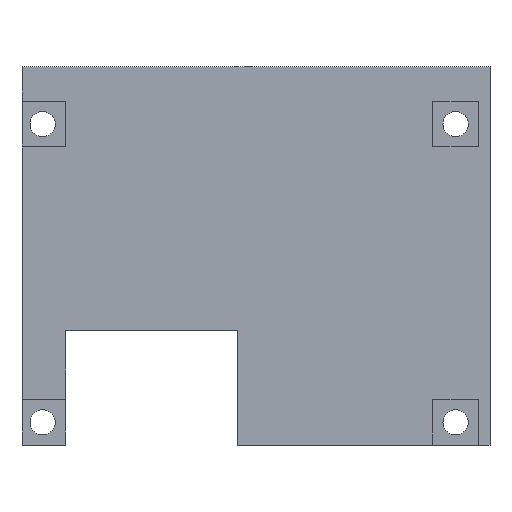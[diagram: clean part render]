
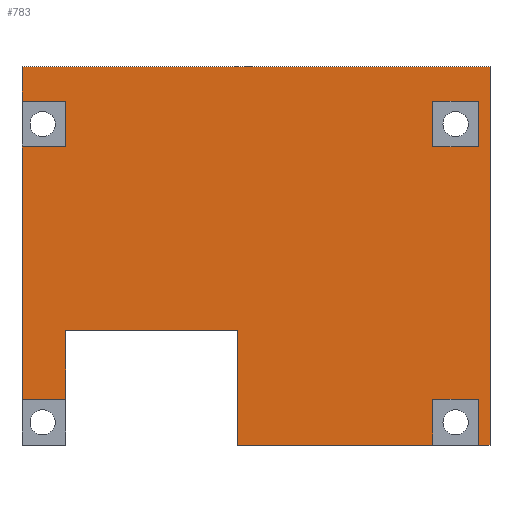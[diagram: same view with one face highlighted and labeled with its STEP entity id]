
A CAD part, top view. The second image highlights one B-rep face of the part: STEP entity #783.
In plain terms, the highlighted planar face has unit normal (0, 0, 1).
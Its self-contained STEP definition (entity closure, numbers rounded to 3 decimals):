
#25=FACE_BOUND('',#96,.T.);
#53=FACE_OUTER_BOUND('',#95,.T.);
#95=EDGE_LOOP('',(#611,#612,#613,#614,#615,#616,#617,#618,#619,#620,#621,
#622,#623,#624,#625,#626));
#96=EDGE_LOOP('',(#627,#628,#629,#630));
#128=LINE('',#1086,#232);
#135=LINE('',#1099,#239);
#150=LINE('',#1132,#254);
#155=LINE('',#1141,#259);
#158=LINE('',#1148,#262);
#161=LINE('',#1154,#265);
#165=LINE('',#1162,#269);
#168=LINE('',#1167,#272);
#177=LINE('',#1186,#281);
#178=LINE('',#1188,#282);
#182=LINE('',#1198,#286);
#183=LINE('',#1200,#287);
#184=LINE('',#1202,#288);
#185=LINE('',#1204,#289);
#186=LINE('',#1206,#290);
#187=LINE('',#1208,#291);
#188=LINE('',#1210,#292);
#189=LINE('',#1212,#293);
#190=LINE('',#1214,#294);
#191=LINE('',#1215,#295);
#232=VECTOR('',#883,10.);
#239=VECTOR('',#890,10.);
#254=VECTOR('',#917,10.);
#259=VECTOR('',#924,10.);
#262=VECTOR('',#929,10.);
#265=VECTOR('',#934,10.);
#269=VECTOR('',#940,10.);
#272=VECTOR('',#945,10.);
#281=VECTOR('',#962,10.);
#282=VECTOR('',#965,10.);
#286=VECTOR('',#975,10.);
#287=VECTOR('',#976,10.);
#288=VECTOR('',#977,10.);
#289=VECTOR('',#978,10.);
#290=VECTOR('',#979,10.);
#291=VECTOR('',#980,10.);
#292=VECTOR('',#981,10.);
#293=VECTOR('',#982,10.);
#294=VECTOR('',#983,10.);
#295=VECTOR('',#984,10.);
#337=VERTEX_POINT('',#1082);
#339=VERTEX_POINT('',#1085);
#344=VERTEX_POINT('',#1096);
#345=VERTEX_POINT('',#1098);
#357=VERTEX_POINT('',#1131);
#360=VERTEX_POINT('',#1139);
#362=VERTEX_POINT('',#1145);
#363=VERTEX_POINT('',#1147);
#365=VERTEX_POINT('',#1153);
#368=VERTEX_POINT('',#1161);
#375=VERTEX_POINT('',#1184);
#378=VERTEX_POINT('',#1197);
#379=VERTEX_POINT('',#1199);
#380=VERTEX_POINT('',#1201);
#381=VERTEX_POINT('',#1203);
#382=VERTEX_POINT('',#1205);
#383=VERTEX_POINT('',#1207);
#384=VERTEX_POINT('',#1209);
#385=VERTEX_POINT('',#1211);
#386=VERTEX_POINT('',#1213);
#411=EDGE_CURVE('',#339,#337,#128,.T.);
#418=EDGE_CURVE('',#345,#344,#135,.T.);
#435=EDGE_CURVE('',#357,#339,#150,.T.);
#440=EDGE_CURVE('',#337,#360,#155,.T.);
#443=EDGE_CURVE('',#363,#362,#158,.T.);
#446=EDGE_CURVE('',#365,#363,#161,.T.);
#450=EDGE_CURVE('',#368,#365,#165,.T.);
#453=EDGE_CURVE('',#362,#368,#168,.T.);
#463=EDGE_CURVE('',#360,#375,#177,.T.);
#464=EDGE_CURVE('',#375,#345,#178,.T.);
#469=EDGE_CURVE('',#344,#378,#182,.T.);
#470=EDGE_CURVE('',#378,#379,#183,.T.);
#471=EDGE_CURVE('',#379,#380,#184,.T.);
#472=EDGE_CURVE('',#380,#381,#185,.T.);
#473=EDGE_CURVE('',#381,#382,#186,.T.);
#474=EDGE_CURVE('',#382,#383,#187,.T.);
#475=EDGE_CURVE('',#383,#384,#188,.T.);
#476=EDGE_CURVE('',#384,#385,#189,.T.);
#477=EDGE_CURVE('',#385,#386,#190,.T.);
#478=EDGE_CURVE('',#386,#357,#191,.T.);
#611=ORIENTED_EDGE('',*,*,#418,.T.);
#612=ORIENTED_EDGE('',*,*,#469,.T.);
#613=ORIENTED_EDGE('',*,*,#470,.T.);
#614=ORIENTED_EDGE('',*,*,#471,.T.);
#615=ORIENTED_EDGE('',*,*,#472,.T.);
#616=ORIENTED_EDGE('',*,*,#473,.T.);
#617=ORIENTED_EDGE('',*,*,#474,.T.);
#618=ORIENTED_EDGE('',*,*,#475,.T.);
#619=ORIENTED_EDGE('',*,*,#476,.T.);
#620=ORIENTED_EDGE('',*,*,#477,.T.);
#621=ORIENTED_EDGE('',*,*,#478,.T.);
#622=ORIENTED_EDGE('',*,*,#435,.T.);
#623=ORIENTED_EDGE('',*,*,#411,.T.);
#624=ORIENTED_EDGE('',*,*,#440,.T.);
#625=ORIENTED_EDGE('',*,*,#463,.T.);
#626=ORIENTED_EDGE('',*,*,#464,.T.);
#627=ORIENTED_EDGE('',*,*,#443,.T.);
#628=ORIENTED_EDGE('',*,*,#453,.T.);
#629=ORIENTED_EDGE('',*,*,#450,.T.);
#630=ORIENTED_EDGE('',*,*,#446,.T.);
#751=PLANE('',#839);
#783=ADVANCED_FACE('',(#53,#25),#751,.T.);
#839=AXIS2_PLACEMENT_3D('',#1196,#973,#974);
#883=DIRECTION('',(0.,-1.,0.));
#890=DIRECTION('',(0.,-1.,0.));
#917=DIRECTION('',(-1.,0.,0.));
#924=DIRECTION('',(1.,0.,0.));
#929=DIRECTION('',(0.,1.,0.));
#934=DIRECTION('',(-1.,0.,0.));
#940=DIRECTION('',(0.,-1.,0.));
#945=DIRECTION('',(1.,0.,0.));
#962=DIRECTION('',(0.,-1.,0.));
#965=DIRECTION('',(-1.,0.,0.));
#973=DIRECTION('center_axis',(0.,0.,1.));
#974=DIRECTION('ref_axis',(1.,0.,0.));
#975=DIRECTION('',(1.,0.,0.));
#976=DIRECTION('',(0.,1.,0.));
#977=DIRECTION('',(1.,0.,0.));
#978=DIRECTION('',(0.,-1.,0.));
#979=DIRECTION('',(1.,0.,0.));
#980=DIRECTION('',(0.,1.,0.));
#981=DIRECTION('',(1.,0.,0.));
#982=DIRECTION('',(0.,-1.,0.));
#983=DIRECTION('',(1.,0.,0.));
#984=DIRECTION('',(0.,1.,0.));
#1082=CARTESIAN_POINT('',(-20.3,13.5,3.));
#1085=CARTESIAN_POINT('',(-20.3,16.5,3.));
#1086=CARTESIAN_POINT('',(-20.3,8.25,3.));
#1096=CARTESIAN_POINT('',(-20.3,-12.5,3.));
#1098=CARTESIAN_POINT('',(-20.3,9.5,3.));
#1099=CARTESIAN_POINT('',(-20.3,8.25,3.));
#1131=CARTESIAN_POINT('',(20.5,16.5,3.));
#1132=CARTESIAN_POINT('',(-20.5,16.5,3.));
#1139=CARTESIAN_POINT('',(-16.5,13.5,3.));
#1141=CARTESIAN_POINT('',(-10.25,13.5,3.));
#1145=CARTESIAN_POINT('',(15.5,13.5,3.));
#1147=CARTESIAN_POINT('',(15.5,9.5,3.));
#1148=CARTESIAN_POINT('',(15.5,4.75,3.));
#1153=CARTESIAN_POINT('',(19.5,9.5,3.));
#1154=CARTESIAN_POINT('',(9.75,9.5,3.));
#1161=CARTESIAN_POINT('',(19.5,13.5,3.));
#1162=CARTESIAN_POINT('',(19.5,6.75,3.));
#1167=CARTESIAN_POINT('',(7.75,13.5,3.));
#1184=CARTESIAN_POINT('',(-16.5,9.5,3.));
#1186=CARTESIAN_POINT('',(-16.5,6.75,3.));
#1188=CARTESIAN_POINT('',(-8.25,9.5,3.));
#1196=CARTESIAN_POINT('Origin',(0.,0.,3.));
#1197=CARTESIAN_POINT('',(-16.5,-12.5,3.));
#1198=CARTESIAN_POINT('',(-10.25,-12.5,3.));
#1199=CARTESIAN_POINT('',(-16.5,-6.5,3.));
#1200=CARTESIAN_POINT('',(-16.5,-8.25,3.));
#1201=CARTESIAN_POINT('',(-1.5,-6.5,3.));
#1202=CARTESIAN_POINT('',(-8.25,-6.5,3.));
#1203=CARTESIAN_POINT('',(-1.5,-16.5,3.));
#1204=CARTESIAN_POINT('',(-1.5,-3.25,3.));
#1205=CARTESIAN_POINT('',(15.5,-16.5,3.));
#1206=CARTESIAN_POINT('',(20.5,-16.5,3.));
#1207=CARTESIAN_POINT('',(15.5,-12.5,3.));
#1208=CARTESIAN_POINT('',(15.5,-8.25,3.));
#1209=CARTESIAN_POINT('',(19.5,-12.5,3.));
#1210=CARTESIAN_POINT('',(7.75,-12.5,3.));
#1211=CARTESIAN_POINT('',(19.5,-16.5,3.));
#1212=CARTESIAN_POINT('',(19.5,-6.25,3.));
#1213=CARTESIAN_POINT('',(20.5,-16.5,3.));
#1214=CARTESIAN_POINT('',(20.5,-16.5,3.));
#1215=CARTESIAN_POINT('',(20.5,16.5,3.));
